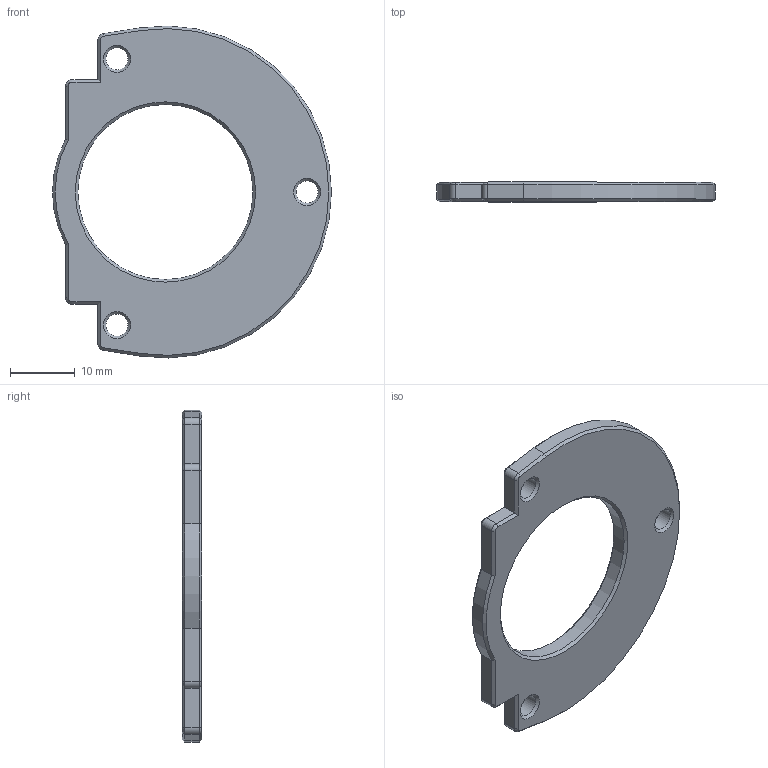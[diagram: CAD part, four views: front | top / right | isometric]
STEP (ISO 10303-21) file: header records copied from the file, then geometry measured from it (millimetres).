
FILE_DESCRIPTION(/* description */ (''),/* implementation_level */ '2;1');
FILE_NAME(/* name */ '9103 retainer.step',/* time_stamp */ '2025-08-26T19:09:55-04:00',/* author */ (''),/* organization */ (''),/* preprocessor_version */ 'ST-DEVELOPER v20.1',/* originating_system */ 'Autodesk Translation Framework v14.10.0.0',/* authorisation */ '');
FILE_SCHEMA (('AUTOMOTIVE_DESIGN { 1 0 10303 214 3 1 1 }'));
Length unit declared in the file: millimetre
Products named in the file (1): 9103 retainer
Bounding box: 43 x 3 x 51.19 mm (x, y, z)
Volume: 3391.8 mm3; surface area: 2991.1 mm2
Topology: 1 solids, 1 shells, 56 faces, 126 edges, 72 vertices
Faces by surface type: plane 26, cone 20, cylinder 10
Full cylindrical faces by diameter (mm): 3.4 x3, 27 x1
Entity records: 1575 total; most frequent: DIRECTION 276, CARTESIAN_POINT 267, ORIENTED_EDGE 252, EDGE_CURVE 126, AXIS2_PLACEMENT_3D 97, LINE 82, VECTOR 82, VERTEX_POINT 72
